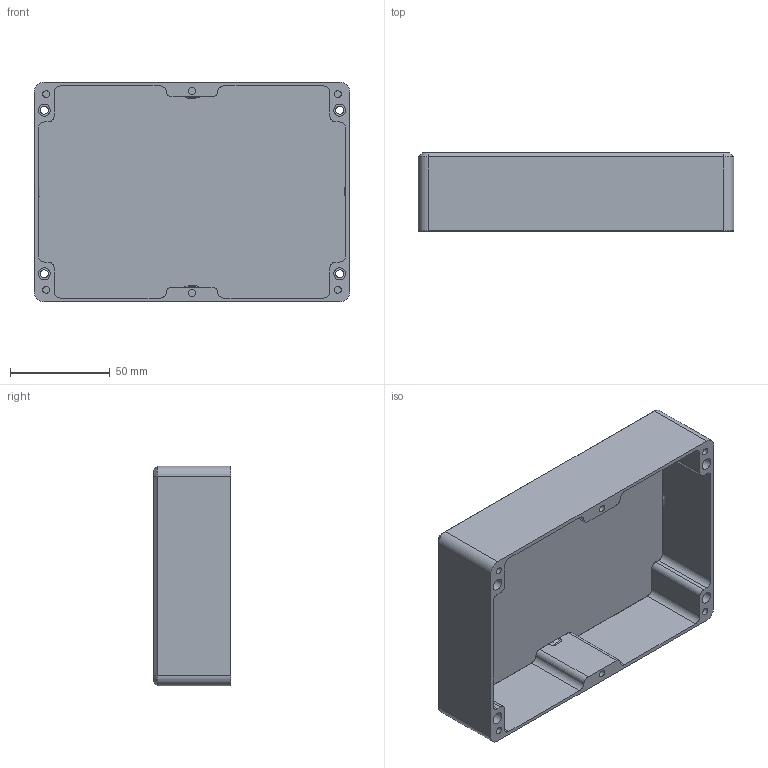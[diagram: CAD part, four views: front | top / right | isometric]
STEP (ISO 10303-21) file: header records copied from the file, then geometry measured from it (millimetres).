
FILE_DESCRIPTION(/* description */ (''),/* implementation_level */ '2;1');
FILE_NAME(/* name */ 'cover-acrylic.step',/* time_stamp */ '2022-01-25T15:52:54+01:00',/* author */ (''),/* organization */ (''),/* preprocessor_version */ 'ST-DEVELOPER v18.1',/* originating_system */ 'Autodesk Translation Framework v10.13.0.1454',/* authorisation */ '');
FILE_SCHEMA (('AUTOMOTIVE_DESIGN { 1 0 10303 214 3 1 1 }'));
Length unit declared in the file: millimetre
Products named in the file (1): cover-acrylic
Bounding box: 158 x 39 x 110 mm (x, y, z)
Volume: 114699.3 mm3; surface area: 82968.8 mm2
Topology: 2 solids, 2 shells, 237 faces, 586 edges, 364 vertices
Faces by surface type: plane 103, cylinder 102, cone 24, bspline 8
Full cylindrical faces by diameter (mm): 3.5 x6, 4 x4, 6 x4
Entity records: 7362 total; most frequent: CARTESIAN_POINT 1572, DIRECTION 1238, ORIENTED_EDGE 1172, EDGE_CURVE 586, AXIS2_PLACEMENT_3D 438, VERTEX_POINT 364, LINE 362, VECTOR 362
